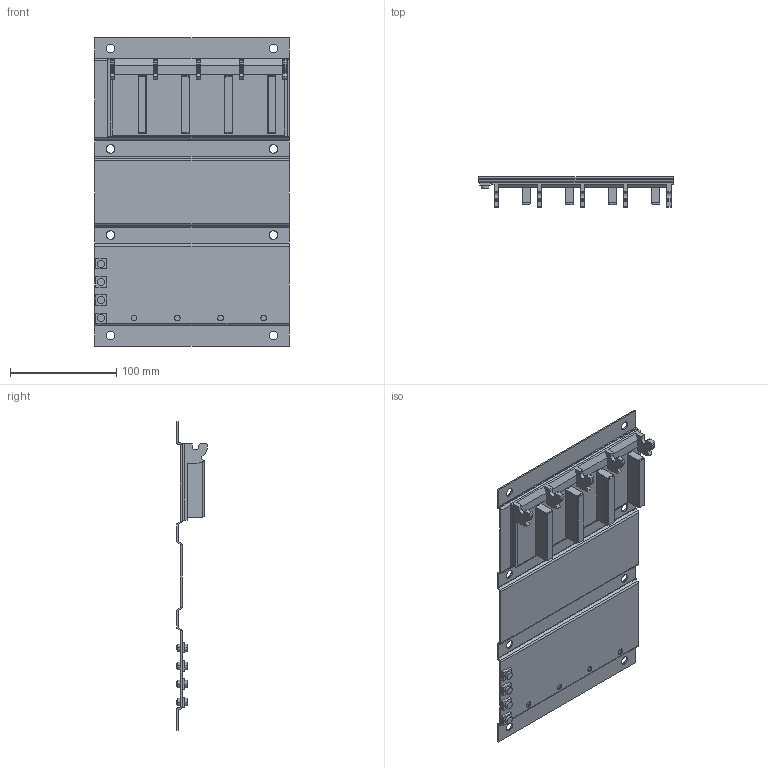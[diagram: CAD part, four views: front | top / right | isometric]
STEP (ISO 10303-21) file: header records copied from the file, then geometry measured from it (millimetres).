
FILE_DESCRIPTION(('starvars output'),'2;1');
FILE_NAME('140XBP00400_3D.stp','16:46:24 2020/04/01',( 'Thomas Industrial Network Germany GmbH'),( 'Thomas Industrial Network Germany GmbH'),'unknown preprocess','ACIS' ,'unknown authorization');
FILE_SCHEMA(('CONFIG_CONTROL_DESIGN {UNKNOWN IMPLEMENTATION LEVEL}'));
Length unit declared in the file: millimetre
Products named in the file (1): PRODUCT_ID_11
Bounding box: 183 x 29.09 x 290 mm (x, y, z)
Volume: 176019.9 mm3; surface area: 127231.5 mm2
Topology: 1 solids, 1 shells, 392 faces, 1074 edges, 715 vertices
Faces by surface type: plane 266, cylinder 126
Entity records: 11979 total; most frequent: ORIENTED_EDGE 2148, CARTESIAN_POINT 2069, DIRECTION 1902, EDGE_CURVE 1074, VECTOR 806, LINE 806, VERTEX_POINT 715, AXIS2_PLACEMENT_3D 548
